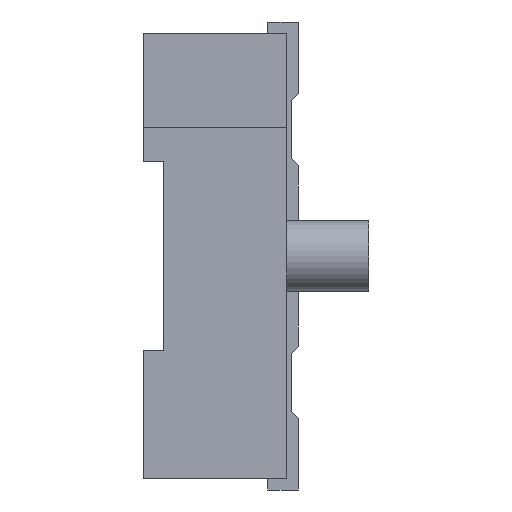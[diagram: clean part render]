
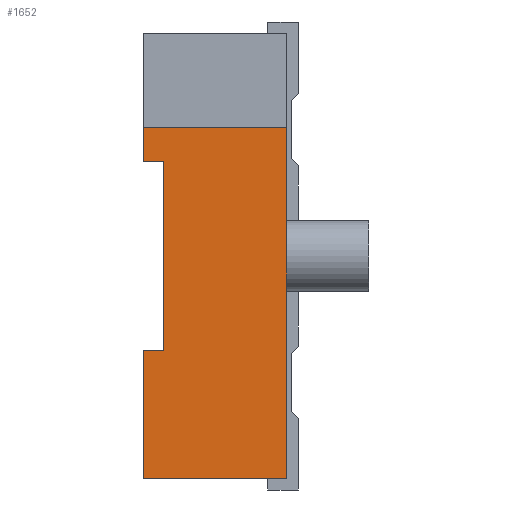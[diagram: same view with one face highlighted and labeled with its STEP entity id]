
A CAD part, left-side view. The second image highlights one B-rep face of the part: STEP entity #1652.
In plain terms, the highlighted planar face has unit normal (-1, 0, 0).
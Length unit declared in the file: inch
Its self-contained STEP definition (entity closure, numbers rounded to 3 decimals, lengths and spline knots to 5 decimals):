
#1652 = ADVANCED_FACE( '', ( #3941 ), #3942, .T. );
#3941 = FACE_OUTER_BOUND( '', #6835, .T. );
#3942 = PLANE( '', #6836 );
#6835 = EDGE_LOOP( '', ( #12153, #12154, #12155, #12156, #12157, #12158, #12159, #12160 ) );
#6836 = AXIS2_PLACEMENT_3D( '', #12161, #12162, #12163 );
#12153 = ORIENTED_EDGE( '', *, *, #18340, .T. );
#12154 = ORIENTED_EDGE( '', *, *, #20418, .T. );
#12155 = ORIENTED_EDGE( '', *, *, #20419, .T. );
#12156 = ORIENTED_EDGE( '', *, *, #19035, .F. );
#12157 = ORIENTED_EDGE( '', *, *, #20420, .F. );
#12158 = ORIENTED_EDGE( '', *, *, #19773, .T. );
#12159 = ORIENTED_EDGE( '', *, *, #20421, .F. );
#12160 = ORIENTED_EDGE( '', *, *, #20422, .F. );
#12161 = CARTESIAN_POINT( '', ( -0.27159, 0.061, 0.0545 ) );
#12162 = DIRECTION( '', ( -1., 0., 0. ) );
#12163 = DIRECTION( '', ( 0., 0., 1. ) );
#18340 = EDGE_CURVE( '', #22212, #22210, #22213, .T. );
#19035 = EDGE_CURVE( '', #23499, #23500, #23501, .T. );
#19773 = EDGE_CURVE( '', #24746, #24744, #24747, .T. );
#20418 = EDGE_CURVE( '', #22210, #25743, #25744, .T. );
#20419 = EDGE_CURVE( '', #25743, #23500, #25745, .T. );
#20420 = EDGE_CURVE( '', #24746, #23499, #25746, .T. );
#20421 = EDGE_CURVE( '', #25747, #24744, #25748, .T. );
#20422 = EDGE_CURVE( '', #22212, #25747, #25749, .T. );
#22210 = VERTEX_POINT( '', #28032 );
#22212 = VERTEX_POINT( '', #28035 );
#22213 = LINE( '', #28036, #28037 );
#23499 = VERTEX_POINT( '', #29929 );
#23500 = VERTEX_POINT( '', #29930 );
#23501 = LINE( '', #29931, #29932 );
#24744 = VERTEX_POINT( '', #31778 );
#24746 = VERTEX_POINT( '', #31781 );
#24747 = LINE( '', #31782, #31783 );
#25743 = VERTEX_POINT( '', #33277 );
#25744 = LINE( '', #33278, #33279 );
#25745 = LINE( '', #33280, #33281 );
#25746 = LINE( '', #33282, #33283 );
#25747 = VERTEX_POINT( '', #33284 );
#25748 = LINE( '', #33285, #33286 );
#25749 = LINE( '', #33287, #33288 );
#28032 = CARTESIAN_POINT( '', ( -0.27159, 0.061, -0.04 ) );
#28035 = CARTESIAN_POINT( '', ( -0.27159, 0.0523, -0.04 ) );
#28036 = CARTESIAN_POINT( '', ( -0.27159, 0.0523, -0.04 ) );
#28037 = VECTOR( '', #36695, 39.37008 );
#29929 = CARTESIAN_POINT( '', ( -0.27159, 0., 0.0545 ) );
#29930 = CARTESIAN_POINT( '', ( -0.27159, 0., -0.0945 ) );
#29931 = CARTESIAN_POINT( '', ( -0.27159, 0., 0.0545 ) );
#29932 = VECTOR( '', #37353, 39.37008 );
#31778 = CARTESIAN_POINT( '', ( -0.27159, 0.061, 0.04 ) );
#31781 = CARTESIAN_POINT( '', ( -0.27159, 0.061, 0.0545 ) );
#31782 = CARTESIAN_POINT( '', ( -0.27159, 0.061, 0.0545 ) );
#31783 = VECTOR( '', #38003, 39.37008 );
#33277 = CARTESIAN_POINT( '', ( -0.27159, 0.061, -0.0945 ) );
#33278 = CARTESIAN_POINT( '', ( -0.27159, 0.061, 0.0545 ) );
#33279 = VECTOR( '', #38544, 39.37008 );
#33280 = CARTESIAN_POINT( '', ( -0.27159, 0.061, -0.0945 ) );
#33281 = VECTOR( '', #38545, 39.37008 );
#33282 = CARTESIAN_POINT( '', ( -0.27159, 0.061, 0.0545 ) );
#33283 = VECTOR( '', #38546, 39.37008 );
#33284 = CARTESIAN_POINT( '', ( -0.27159, 0.0523, 0.04 ) );
#33285 = CARTESIAN_POINT( '', ( -0.27159, 0.0523, 0.04 ) );
#33286 = VECTOR( '', #38547, 39.37008 );
#33287 = CARTESIAN_POINT( '', ( -0.27159, 0.0523, -0.04 ) );
#33288 = VECTOR( '', #38548, 39.37008 );
#36695 = DIRECTION( '', ( 0., 1., 0. ) );
#37353 = DIRECTION( '', ( 0., 0., -1. ) );
#38003 = DIRECTION( '', ( 0., 0., -1. ) );
#38544 = DIRECTION( '', ( 0., 0., -1. ) );
#38545 = DIRECTION( '', ( 0., -1., 0. ) );
#38546 = DIRECTION( '', ( 0., -1., 0. ) );
#38547 = DIRECTION( '', ( 0., 1., 0. ) );
#38548 = DIRECTION( '', ( 0., 0., 1. ) );
